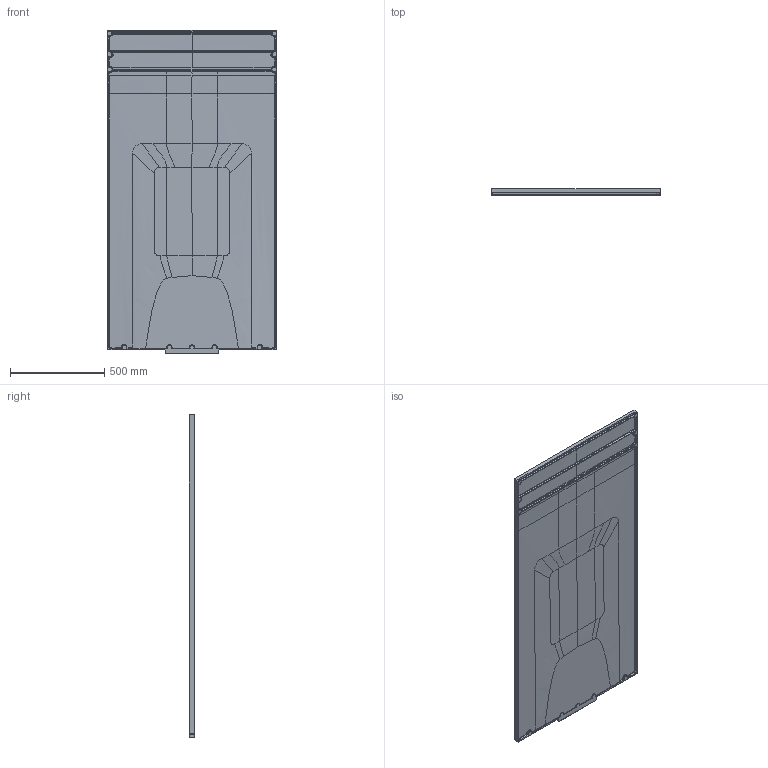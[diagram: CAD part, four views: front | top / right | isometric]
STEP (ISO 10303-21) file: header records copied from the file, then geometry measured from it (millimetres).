
FILE_DESCRIPTION((''),'2;1');
FILE_NAME('V3P2110-010','2022-04-01T14:59:04',('hegemanc'),('Villeroy & Boch Wellness bv'),'CREO PARAMETRIC BY PTC INC, 2020454','CREO PARAMETRIC BY PTC INC, 2020454','');
FILE_SCHEMA(('CONFIG_CONTROL_DESIGN'));
Length unit declared in the file: millimetre
Products named in the file (1): V3P2110-010
Bounding box: 900 x 30.35 x 1720 mm (x, y, z)
Volume: 25220548.3 mm3; surface area: 3286905.6 mm2
Topology: 1 solids, 1 shells, 352 faces, 804 edges, 457 vertices
Faces by surface type: bspline 210, cylinder 48, plane 34, sphere 30, torus 18, cone 12
Entity records: 23329 total; most frequent: CARTESIAN_POINT 16902, ORIENTED_EDGE 1608, DIRECTION 930, EDGE_CURVE 804, VERTEX_POINT 457, B_SPLINE_CURVE_WITH_KNOTS 424, AXIS2_PLACEMENT_3D 408, EDGE_LOOP 355
